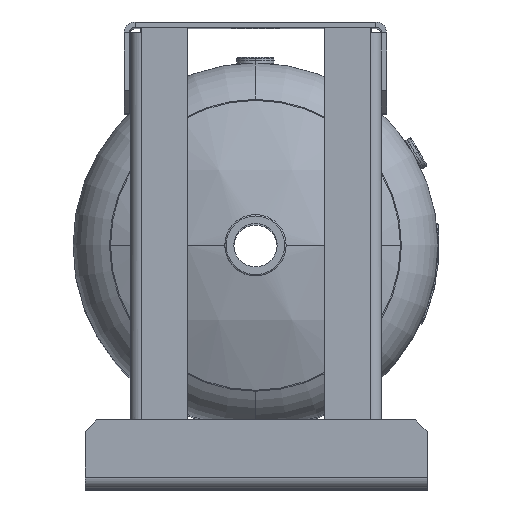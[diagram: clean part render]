
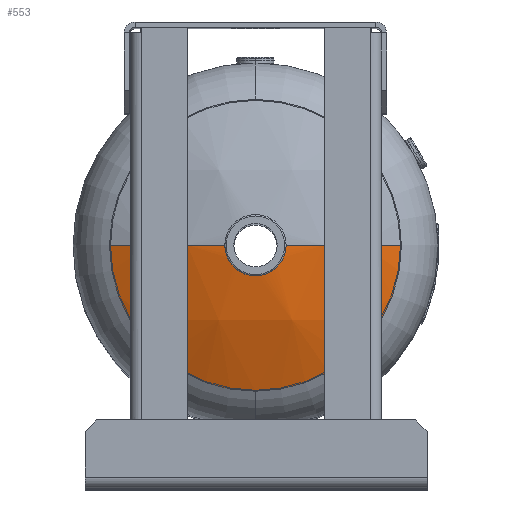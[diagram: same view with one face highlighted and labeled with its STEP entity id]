
A CAD part, top view. The second image highlights one B-rep face of the part: STEP entity #553.
In plain terms, the highlighted spherical face has radius 365.76 mm.
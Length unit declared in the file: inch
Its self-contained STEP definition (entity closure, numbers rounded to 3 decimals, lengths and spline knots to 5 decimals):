
#553 = ADVANCED_FACE ( 'NONE', ( #6499 ), #2773, .T. ) ;
#1148 = ORIENTED_EDGE ( 'NONE', *, *, #1266, .F. ) ;
#1266 = EDGE_CURVE ( 'NONE', #4717, #10267, #6781, .T. ) ;
#1571 = CIRCLE ( 'NONE', #2719, 14.4 ) ;
#1713 = VERTEX_POINT ( 'NONE', #8845 ) ;
#1801 = AXIS2_PLACEMENT_3D ( 'NONE', #1930, #10130, #5604 ) ;
#1930 = CARTESIAN_POINT ( 'NONE',  ( 0., -9.39011, 0. ) ) ;
#1964 = DIRECTION ( 'NONE',  ( 0., 0., -1. ) ) ;
#2253 = ORIENTED_EDGE ( 'NONE', *, *, #10320, .F. ) ;
#2468 = DIRECTION ( 'NONE',  ( 0., 0., 1. ) ) ;
#2474 = VERTEX_POINT ( 'NONE', #11281 ) ;
#2719 = AXIS2_PLACEMENT_3D ( 'NONE', #9950, #2468, #9768 ) ;
#2773 = SPHERICAL_SURFACE ( 'NONE', #1801, 14.4 ) ;
#2859 = DIRECTION ( 'NONE',  ( 0., 0., -1. ) ) ;
#3635 = EDGE_LOOP ( 'NONE', ( #4383, #3834, #2253, #6877, #1148 ) ) ;
#3834 = ORIENTED_EDGE ( 'NONE', *, *, #8254, .T. ) ;
#3971 = EDGE_CURVE ( 'NONE', #1713, #4717, #4050, .T. ) ;
#4050 = CIRCLE ( 'NONE', #5578, 1.1875 ) ;
#4278 = CARTESIAN_POINT ( 'NONE',  ( 1.1875, 4.96084, 0. ) ) ;
#4383 = ORIENTED_EDGE ( 'NONE', *, *, #3971, .F. ) ;
#4426 = CIRCLE ( 'NONE', #5751, 6.4 ) ;
#4614 = AXIS2_PLACEMENT_3D ( 'NONE', #8591, #8530, #8656 ) ;
#4717 = VERTEX_POINT ( 'NONE', #4278 ) ;
#5475 = DIRECTION ( 'NONE',  ( -1., 0., 0. ) ) ;
#5578 = AXIS2_PLACEMENT_3D ( 'NONE', #7297, #10138, #11154 ) ;
#5604 = DIRECTION ( 'NONE',  ( 1., 0., 0. ) ) ;
#5751 = AXIS2_PLACEMENT_3D ( 'NONE', #7486, #11228, #2859 ) ;
#6000 = CARTESIAN_POINT ( 'NONE',  ( 0., 3.5095, 6.4 ) ) ;
#6499 = FACE_OUTER_BOUND ( 'NONE', #3635, .T. ) ;
#6781 = CIRCLE ( 'NONE', #9881, 14.4 ) ;
#6877 = ORIENTED_EDGE ( 'NONE', *, *, #8990, .F. ) ;
#6900 = CARTESIAN_POINT ( 'NONE',  ( 6.4, 3.5095, 0. ) ) ;
#7297 = CARTESIAN_POINT ( 'NONE',  ( 0., 4.96084, 0. ) ) ;
#7465 = CIRCLE ( 'NONE', #4614, 6.4 ) ;
#7486 = CARTESIAN_POINT ( 'NONE',  ( 0., 3.5095, 0. ) ) ;
#7534 = VERTEX_POINT ( 'NONE', #6000 ) ;
#8254 = EDGE_CURVE ( 'NONE', #1713, #2474, #1571, .T. ) ;
#8530 = DIRECTION ( 'NONE',  ( 0., -1., 0. ) ) ;
#8591 = CARTESIAN_POINT ( 'NONE',  ( 0., 3.5095, 0. ) ) ;
#8656 = DIRECTION ( 'NONE',  ( 0., 0., -1. ) ) ;
#8845 = CARTESIAN_POINT ( 'NONE',  ( -1.1875, 4.96084, 0. ) ) ;
#8990 = EDGE_CURVE ( 'NONE', #10267, #7534, #4426, .T. ) ;
#9768 = DIRECTION ( 'NONE',  ( 1., 0., 0. ) ) ;
#9881 = AXIS2_PLACEMENT_3D ( 'NONE', #11009, #1964, #5475 ) ;
#9950 = CARTESIAN_POINT ( 'NONE',  ( 0., -9.39011, 0. ) ) ;
#10130 = DIRECTION ( 'NONE',  ( 0., 0., 1. ) ) ;
#10138 = DIRECTION ( 'NONE',  ( 0., 1., 0. ) ) ;
#10267 = VERTEX_POINT ( 'NONE', #6900 ) ;
#10320 = EDGE_CURVE ( 'NONE', #7534, #2474, #7465, .T. ) ;
#11009 = CARTESIAN_POINT ( 'NONE',  ( 0., -9.39011, 0. ) ) ;
#11154 = DIRECTION ( 'NONE',  ( 0., 0., -1. ) ) ;
#11228 = DIRECTION ( 'NONE',  ( 0., -1., 0. ) ) ;
#11281 = CARTESIAN_POINT ( 'NONE',  ( -6.4, 3.5095, 0. ) ) ;
